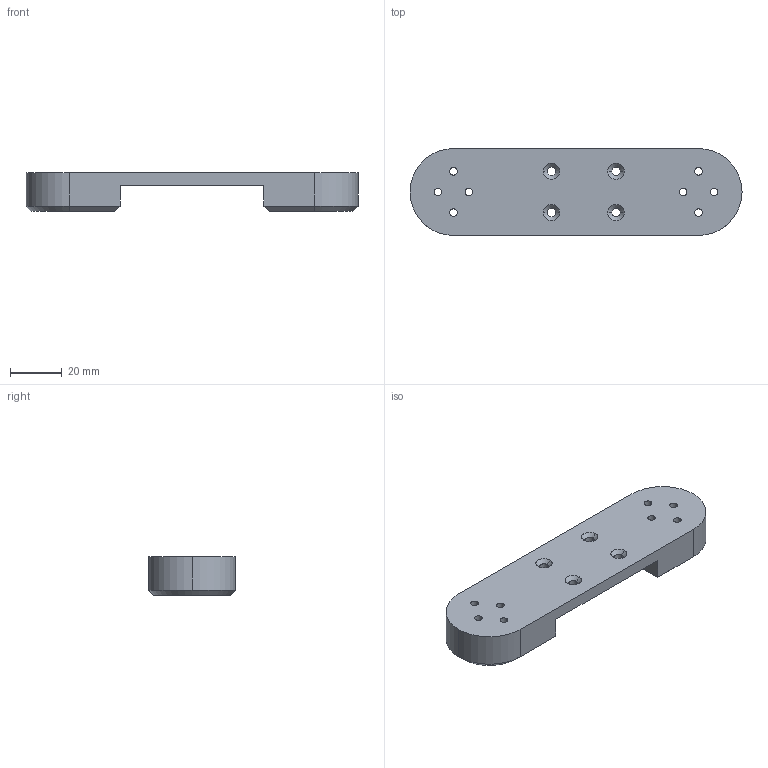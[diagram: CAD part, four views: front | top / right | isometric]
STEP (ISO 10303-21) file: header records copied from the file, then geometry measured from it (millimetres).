
FILE_DESCRIPTION (( 'STEP AP214' ), '1' );
FILE_NAME ('motor mount V2.STEP', '2025-03-26T10:34:58', ( '' ), ( '' ), 'SwSTEP 2.0', 'SolidWorks 2024', '' );
FILE_SCHEMA (( 'AUTOMOTIVE_DESIGN' ));
Length unit declared in the file: millimetre
Products named in the file (1): motor mount V2
Bounding box: 128.65 x 33.65 x 15 mm (x, y, z)
Volume: 40903.4 mm3; surface area: 13068.6 mm2
Topology: 1 solids, 1 shells, 58 faces, 146 edges, 92 vertices
Faces by surface type: cylinder 31, plane 16, cone 11
Entity records: 1827 total; most frequent: DIRECTION 338, CARTESIAN_POINT 297, ORIENTED_EDGE 292, EDGE_CURVE 146, AXIS2_PLACEMENT_3D 133, VERTEX_POINT 92, EDGE_LOOP 84, CIRCLE 74
